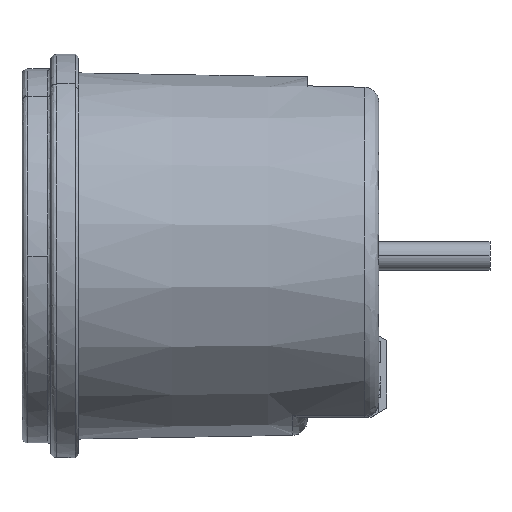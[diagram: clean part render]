
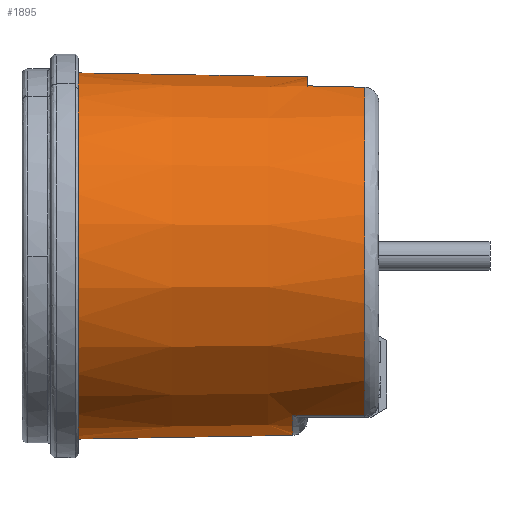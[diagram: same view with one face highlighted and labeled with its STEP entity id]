
A CAD part, left-side view. The second image highlights one B-rep face of the part: STEP entity #1895.
In plain terms, the highlighted conical face has half-angle 1 degrees and reference radius 25.627 mm.
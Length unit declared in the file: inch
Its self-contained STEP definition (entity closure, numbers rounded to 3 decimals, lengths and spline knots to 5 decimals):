
#290 = CARTESIAN_POINT ( 'NONE',  ( -0.439, -1.52384, -0.87999 ) ) ;
#622 = LINE ( 'NONE', #11067, #12354 ) ;
#674 = VERTEX_POINT ( 'NONE', #8928 ) ;
#774 = EDGE_CURVE ( 'NONE', #2783, #6885, #2398, .T. ) ;
#947 = CIRCLE ( 'NONE', #8853, 0.98115 ) ;
#1077 = EDGE_CURVE ( 'NONE', #674, #2783, #12199, .T. ) ;
#1639 = CARTESIAN_POINT ( 'NONE',  ( 0., -0.06, 0. ) ) ;
#1649 = DIRECTION ( 'NONE',  ( 0., 0., 1. ) ) ;
#1681 = CARTESIAN_POINT ( 'NONE',  ( -0.43353, -1.65298, -0.88017 ) ) ;
#1725 = CIRCLE ( 'NONE', #9021, 1.00895 ) ;
#1895 = ADVANCED_FACE ( 'NONE', ( #13889 ), #8001, .T. ) ;
#2238 = CARTESIAN_POINT ( 'NONE',  ( -0.3076, -1.338, 0.93747 ) ) ;
#2254 = ORIENTED_EDGE ( 'NONE', *, *, #8969, .T. ) ;
#2398 = B_SPLINE_CURVE_WITH_KNOTS ( 'NONE', 3,
 ( #3675, #3616, #290, #4898 ),
 .UNSPECIFIED., .F., .F.,
 ( 4, 4 ),
 ( 0., 1. ),
 .UNSPECIFIED. ) ;
#2682 = DIRECTION ( 'NONE',  ( 0., 1., 0. ) ) ;
#2684 = CARTESIAN_POINT ( 'NONE',  ( -0.44995, -1.25876, -0.87963 ) ) ;
#2694 = ORIENTED_EDGE ( 'NONE', *, *, #1077, .T. ) ;
#2764 = DIRECTION ( 'NONE',  ( 0., 0., 1. ) ) ;
#2783 = VERTEX_POINT ( 'NONE', #2684 ) ;
#2881 = CARTESIAN_POINT ( 'NONE',  ( -0.31126, -1.54799, 0.9324 ) ) ;
#3104 = DIRECTION ( 'NONE',  ( 0., 1., 0. ) ) ;
#3402 = DIRECTION ( 'NONE',  ( 0., 1., 0. ) ) ;
#3524 = EDGE_CURVE ( 'NONE', #674, #5119, #622, .T. ) ;
#3616 = CARTESIAN_POINT ( 'NONE',  ( -0.44447, -1.39243, -0.87981 ) ) ;
#3675 = CARTESIAN_POINT ( 'NONE',  ( -0.44995, -1.25876, -0.87963 ) ) ;
#3873 = CARTESIAN_POINT ( 'NONE',  ( -0.30943, -1.443, 0.93494 ) ) ;
#4010 = ORIENTED_EDGE ( 'NONE', *, *, #3524, .F. ) ;
#4719 = AXIS2_PLACEMENT_3D ( 'NONE', #10799, #3104, #9777 ) ;
#4878 = LINE ( 'NONE', #7918, #10120 ) ;
#4898 = CARTESIAN_POINT ( 'NONE',  ( -0.43353, -1.65298, -0.88017 ) ) ;
#5119 = VERTEX_POINT ( 'NONE', #8358 ) ;
#5135 = CARTESIAN_POINT ( 'NONE',  ( -0.3131, -1.65298, 0.92985 ) ) ;
#5622 = DIRECTION ( 'NONE',  ( 0., 0., 1. ) ) ;
#6252 = VERTEX_POINT ( 'NONE', #2238 ) ;
#6809 = CARTESIAN_POINT ( 'NONE',  ( 0., -1.65298, 0. ) ) ;
#6885 = VERTEX_POINT ( 'NONE', #1681 ) ;
#7463 = B_SPLINE_CURVE_WITH_KNOTS ( 'NONE', 3,
 ( #5135, #2881, #3873, #13803 ),
 .UNSPECIFIED., .F., .F.,
 ( 4, 4 ),
 ( 0., 0.008 ),
 .UNSPECIFIED. ) ;
#7835 = DIRECTION ( 'NONE',  ( 0., 1., -0.017 ) ) ;
#7918 = CARTESIAN_POINT ( 'NONE',  ( 0., -0.06, 1.00895 ) ) ;
#8001 = CONICAL_SURFACE ( 'NONE', #10736, 1.00895, 0.017 ) ;
#8358 = CARTESIAN_POINT ( 'NONE',  ( 0., -0.06, -1.00895 ) ) ;
#8400 = CARTESIAN_POINT ( 'NONE',  ( 0., -1.338, 0.98665 ) ) ;
#8450 = EDGE_CURVE ( 'NONE', #6252, #14162, #11863, .T. ) ;
#8683 = EDGE_CURVE ( 'NONE', #14162, #13506, #4878, .T. ) ;
#8853 = AXIS2_PLACEMENT_3D ( 'NONE', #6809, #11308, #13520 ) ;
#8928 = CARTESIAN_POINT ( 'NONE',  ( 0., -1.25876, -0.98803 ) ) ;
#8969 = EDGE_CURVE ( 'NONE', #13506, #5119, #1725, .T. ) ;
#9021 = AXIS2_PLACEMENT_3D ( 'NONE', #1639, #12713, #2764 ) ;
#9777 = DIRECTION ( 'NONE',  ( 0., 0., 1. ) ) ;
#10008 = ORIENTED_EDGE ( 'NONE', *, *, #10105, .T. ) ;
#10105 = EDGE_CURVE ( 'NONE', #6885, #13136, #947, .T. ) ;
#10117 = CARTESIAN_POINT ( 'NONE',  ( 0., -0.06, 0. ) ) ;
#10120 = VECTOR ( 'NONE', #11310, 39.37008 ) ;
#10457 = EDGE_CURVE ( 'NONE', #13136, #6252, #7463, .T. ) ;
#10664 = EDGE_LOOP ( 'NONE', ( #4010, #2694, #14163, #10008, #13641, #14168, #12184, #2254 ) ) ;
#10736 = AXIS2_PLACEMENT_3D ( 'NONE', #10117, #3402, #5622 ) ;
#10799 = CARTESIAN_POINT ( 'NONE',  ( 0., -1.25876, 0. ) ) ;
#11067 = CARTESIAN_POINT ( 'NONE',  ( 0., -0.06, -1.00895 ) ) ;
#11308 = DIRECTION ( 'NONE',  ( 0., 1., 0. ) ) ;
#11310 = DIRECTION ( 'NONE',  ( 0., 1., 0.017 ) ) ;
#11863 = CIRCLE ( 'NONE', #13831, 0.98665 ) ;
#12184 = ORIENTED_EDGE ( 'NONE', *, *, #8683, .T. ) ;
#12199 = CIRCLE ( 'NONE', #4719, 0.98803 ) ;
#12271 = CARTESIAN_POINT ( 'NONE',  ( -0.3131, -1.65298, 0.92985 ) ) ;
#12354 = VECTOR ( 'NONE', #7835, 39.37008 ) ;
#12713 = DIRECTION ( 'NONE',  ( 0., -1., 0. ) ) ;
#13136 = VERTEX_POINT ( 'NONE', #12271 ) ;
#13341 = CARTESIAN_POINT ( 'NONE',  ( 0., -0.06, 1.00895 ) ) ;
#13506 = VERTEX_POINT ( 'NONE', #13341 ) ;
#13520 = DIRECTION ( 'NONE',  ( 0., 0., 1. ) ) ;
#13641 = ORIENTED_EDGE ( 'NONE', *, *, #10457, .T. ) ;
#13778 = CARTESIAN_POINT ( 'NONE',  ( 0., -1.338, 0. ) ) ;
#13803 = CARTESIAN_POINT ( 'NONE',  ( -0.3076, -1.338, 0.93747 ) ) ;
#13831 = AXIS2_PLACEMENT_3D ( 'NONE', #13778, #2682, #1649 ) ;
#13889 = FACE_OUTER_BOUND ( 'NONE', #10664, .T. ) ;
#14162 = VERTEX_POINT ( 'NONE', #8400 ) ;
#14163 = ORIENTED_EDGE ( 'NONE', *, *, #774, .T. ) ;
#14168 = ORIENTED_EDGE ( 'NONE', *, *, #8450, .T. ) ;
